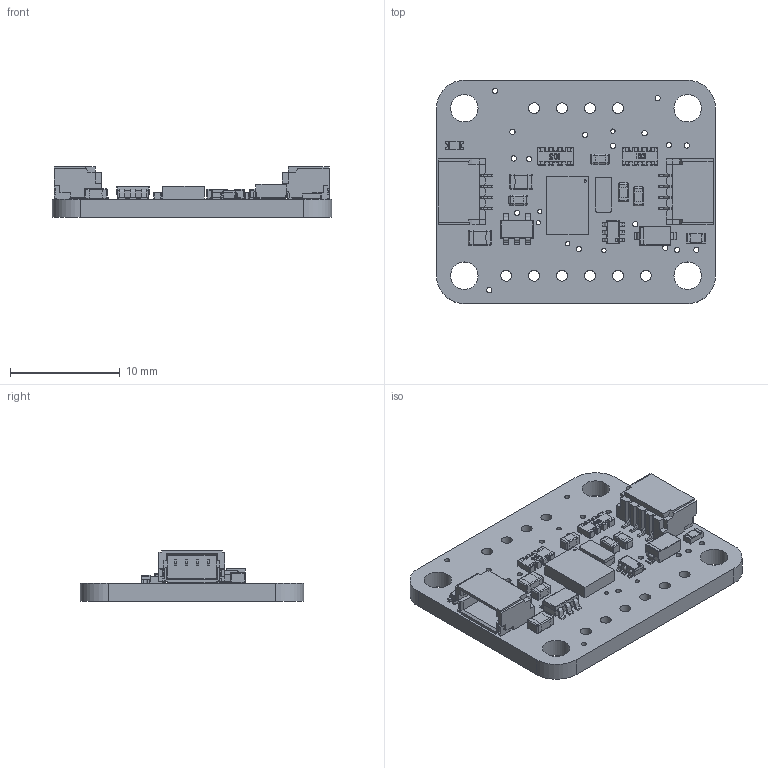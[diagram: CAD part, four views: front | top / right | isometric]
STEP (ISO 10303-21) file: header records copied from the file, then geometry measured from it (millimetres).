
FILE_DESCRIPTION(/* description */ (''),/* implementation_level */ '2;1');
FILE_NAME(/* name */ 'Adafruit BNO055 STEMMA QT.step',/* time_stamp */ '2022-04-03T15:54:25-05:00',/* author */ (''),/* organization */ (''),/* preprocessor_version */ 'ST-DEVELOPER v18.1',/* originating_system */ 'Autodesk Translation Framework v10.14.0.1471',/* authorisation */ '');
FILE_SCHEMA (('AUTOMOTIVE_DESIGN { 1 0 10303 214 3 1 1 }'));
Length unit declared in the file: millimetre
Products named in the file (18): Adafruit BNO055 STEMMA QT; Printed Circuit Board; BNO055-9axis-IMU; Crystal_XTAL3215_32.768KHz; SOT23-5; SOT23-6; SOD-123; SOD-123_1; Cathode; Anode; Cathode Bar; Body; LED 0603 single color; CAPC-0805-T0.95-BN; CAPC-0603-T0.9-BN; RESC-0603; YC164_RESPACK; qwicc
Assembly tree (23 placements, depth 4):
  Adafruit BNO055 STEMMA QT
    Printed Circuit Board
    BNO055-9axis-IMU
    Crystal_XTAL3215_32.768KHz
    SOT23-5
    SOT23-6
    SOD-123
      SOD-123_1
        Cathode
        Anode
        Cathode Bar
        Body
    LED 0603 single color
    CAPC-0805-T0.95-BN  x2
    CAPC-0603-T0.9-BN  x4
    RESC-0603
    YC164_RESPACK  x2
    qwicc  x2
Bounding box: 25.4 x 20.32 x 4.6 mm (x, y, z)
Volume: 926.5 mm3; surface area: 1944.7 mm2
Topology: 82 solids, 84 shells, 1840 faces, 4671 edges, 2970 vertices
Faces by surface type: plane 1250, cylinder 395, bspline 135, sphere 60
Full cylindrical faces by diameter (mm): 0.214 x2, 0.394 x5, 0.483 x26, 1 x10, 2.5 x4
Entity records: 41053 total; most frequent: CARTESIAN_POINT 10193, ORIENTED_EDGE 6230, DIRECTION 5875, EDGE_CURVE 3116, LINE 2433, VECTOR 2433, VERTEX_POINT 2019, AXIS2_PLACEMENT_3D 1721
